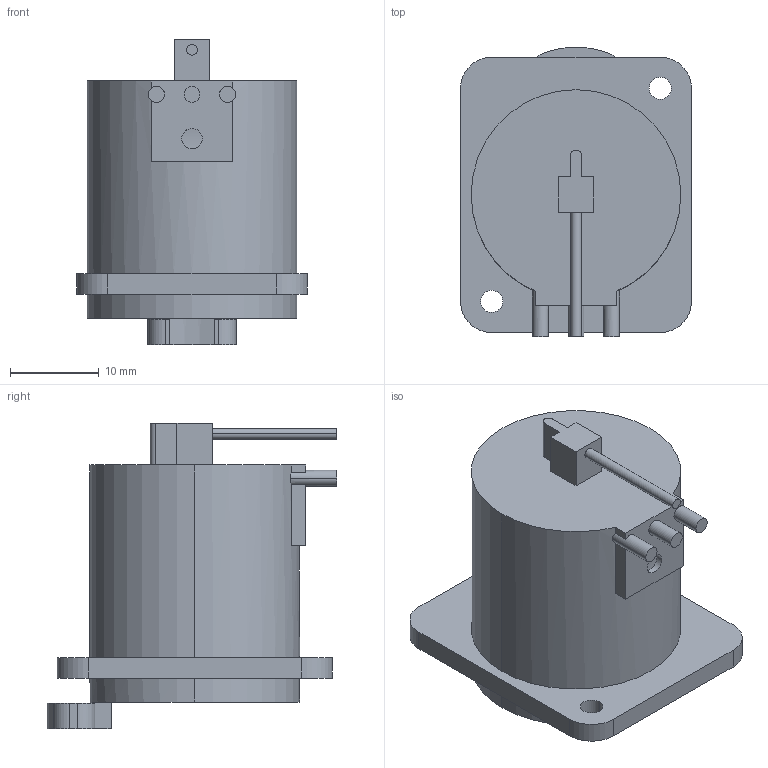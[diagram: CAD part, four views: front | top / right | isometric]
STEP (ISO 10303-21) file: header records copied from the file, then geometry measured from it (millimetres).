
FILE_DESCRIPTION((''),'2;1');
FILE_NAME('D-NC3FDM3-H','2014-08-05T',('odo'),(''),'PRO/ENGINEER BY PARAMETRIC TECHNOLOGY CORPORATION, 2011310','PRO/ENGINEER BY PARAMETRIC TECHNOLOGY CORPORATION, 2011310','');
FILE_SCHEMA(('AUTOMOTIVE_DESIGN_CC2 { 1 2 10303 214 -1 1 5 2 }'));
Length unit declared in the file: millimetre
Products named in the file (1): D-NC3FDM3-H
Bounding box: 26 x 32.62 x 34.4 mm (x, y, z)
Volume: 11372.7 mm3; surface area: 5877.6 mm2
Topology: 1 solids, 1 shells, 100 faces, 264 edges, 176 vertices
Faces by surface type: plane 57, cylinder 43
Entity records: 4190 total; most frequent: CARTESIAN_POINT 588, DIRECTION 552, ORIENTED_EDGE 528, PRESENTATION_STYLE_ASSIGNMENT 265, STYLED_ITEM 265, CURVE_STYLE 264, EDGE_CURVE 264, COLOUR_RGB 209
